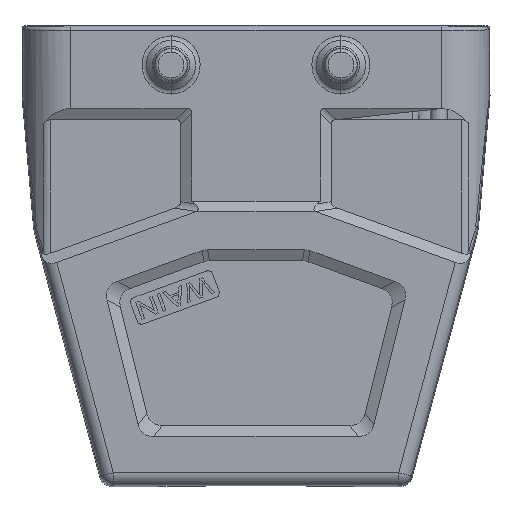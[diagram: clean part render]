
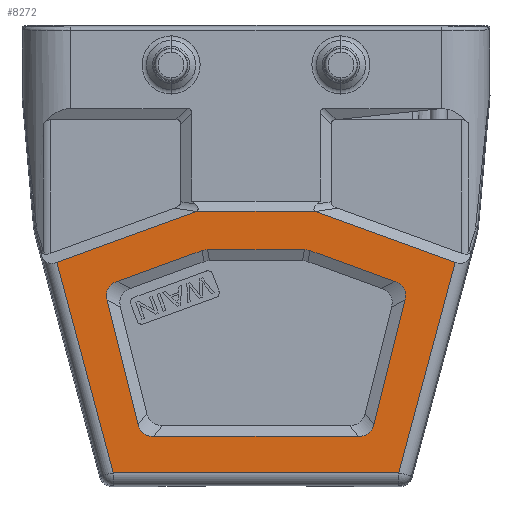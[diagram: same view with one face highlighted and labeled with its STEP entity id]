
A CAD part, front view. The second image highlights one B-rep face of the part: STEP entity #8272.
In plain terms, the highlighted planar face has unit normal (0, -1, 0).
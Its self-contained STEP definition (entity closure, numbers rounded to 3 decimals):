
#143=DIRECTION('',(0.242,0.,-0.97));
#144=VECTOR('',#143,19.974);
#145=CARTESIAN_POINT('',(-23.224,-22.5,
-42.895));
#146=LINE('',#145,#144);
#147=CARTESIAN_POINT('',(-15.977,-22.5,-64.151));
#148=CARTESIAN_POINT('',(-16.241,-22.5,-64.151));
#149=CARTESIAN_POINT('',(-16.726,-22.5,
-64.094));
#150=CARTESIAN_POINT('',(-17.322,-22.5,
-63.857));
#151=CARTESIAN_POINT('',(-17.788,-22.5,
-63.497));
#152=CARTESIAN_POINT('',(-18.162,-22.5,
-62.984));
#153=CARTESIAN_POINT('',(-18.335,-22.5,
-62.531));
#154=CARTESIAN_POINT('',(-18.398,-22.5,
-62.277));
#156=DIRECTION('',(1.,0.,0.));
#157=VECTOR('',#156,31.955);
#158=CARTESIAN_POINT('',(-15.977,-22.5,-64.151));
#159=LINE('',#158,#157);
#160=CARTESIAN_POINT('',(15.977,-22.5,-64.151));
#161=CARTESIAN_POINT('',(16.243,-22.5,-64.151));
#162=CARTESIAN_POINT('',(16.73,-22.5,-64.093));
#163=CARTESIAN_POINT('',(17.327,-22.5,-63.854));
#164=CARTESIAN_POINT('',(17.788,-22.5,-63.496));
#165=CARTESIAN_POINT('',(18.162,-22.5,-62.984));
#166=CARTESIAN_POINT('',(18.335,-22.5,-62.532));
#167=CARTESIAN_POINT('',(18.398,-22.5,-62.277));
#169=DIRECTION('',(0.242,0.,0.97));
#170=VECTOR('',#169,19.974);
#171=CARTESIAN_POINT('',(18.398,-22.5,-62.277));
#172=LINE('',#171,#170);
#173=CARTESIAN_POINT('',(23.224,-22.5,-42.895));
#174=CARTESIAN_POINT('',(23.284,-22.5,-42.656));
#175=CARTESIAN_POINT('',(23.349,-22.5,-42.205));
#176=CARTESIAN_POINT('',(23.294,-22.5,-41.596));
#177=CARTESIAN_POINT('',(23.102,-22.5,-41.085));
#178=CARTESIAN_POINT('',(22.779,-22.5,-40.639));
#179=CARTESIAN_POINT('',(22.297,-22.5,-40.251));
#180=CARTESIAN_POINT('',(21.88,-22.5,-40.052));
#181=CARTESIAN_POINT('',(21.647,-22.5,-39.967));
#183=DIRECTION('',(0.94,0.,-0.342));
#184=VECTOR('',#183,14.082);
#185=CARTESIAN_POINT('',(8.414,-22.5,-35.151));
#186=LINE('',#185,#184);
#187=CARTESIAN_POINT('',(8.414,-22.5,-35.151));
#188=CARTESIAN_POINT('',(8.138,-22.5,-35.05));
#189=CARTESIAN_POINT('',(7.853,-22.5,-35.));
#190=CARTESIAN_POINT('',(7.559,-22.5,-35.));
#192=DIRECTION('',(-1.,0.,0.));
#193=VECTOR('',#192,15.118);
#194=CARTESIAN_POINT('',(7.559,-22.5,-35.));
#195=LINE('',#194,#193);
#196=CARTESIAN_POINT('',(-7.559,-22.5,-35.));
#197=CARTESIAN_POINT('',(-7.853,-22.5,-35.));
#198=CARTESIAN_POINT('',(-8.138,-22.5,-35.05));
#199=CARTESIAN_POINT('',(-8.414,-22.5,-35.151));
#201=DIRECTION('',(0.94,0.,0.342));
#202=VECTOR('',#201,14.082);
#203=CARTESIAN_POINT('',(-21.647,-22.5,
-39.967));
#204=LINE('',#203,#202);
#205=CARTESIAN_POINT('',(-21.647,-22.5,
-39.967));
#206=CARTESIAN_POINT('',(-21.88,-22.5,
-40.052));
#207=CARTESIAN_POINT('',(-22.296,-22.5,
-40.251));
#208=CARTESIAN_POINT('',(-22.779,-22.5,
-40.639));
#209=CARTESIAN_POINT('',(-23.102,-22.5,
-41.085));
#210=CARTESIAN_POINT('',(-23.294,-22.5,
-41.596));
#211=CARTESIAN_POINT('',(-23.349,-22.5,
-42.204));
#212=CARTESIAN_POINT('',(-23.284,-22.5,
-42.656));
#213=CARTESIAN_POINT('',(-23.224,-22.5,
-42.895));
#215=DIRECTION('',(0.259,0.,-0.966));
#216=VECTOR('',#215,33.969);
#217=CARTESIAN_POINT('',(-31.065,-22.5,-37.01));
#218=LINE('',#217,#216);
#219=DIRECTION('',(0.94,0.,0.342));
#220=VECTOR('',#219,23.257);
#221=CARTESIAN_POINT('',(-31.065,-22.5,-37.01));
#222=LINE('',#221,#220);
#223=DIRECTION('',(1.,0.,0.));
#224=VECTOR('',#223,18.42);
#225=CARTESIAN_POINT('',(-9.21,-22.499,
-29.055));
#226=LINE('',#225,#224);
#227=DIRECTION('',(0.94,0.,-0.342));
#228=VECTOR('',#227,23.257);
#229=CARTESIAN_POINT('',(9.21,-22.499,-29.055));
#230=LINE('',#229,#228);
#231=DIRECTION('',(0.259,0.,0.966));
#232=VECTOR('',#231,33.969);
#233=CARTESIAN_POINT('',(22.273,-22.5,-69.821));
#234=LINE('',#233,#232);
#235=DIRECTION('',(1.,0.,0.));
#236=VECTOR('',#235,44.546);
#237=CARTESIAN_POINT('',(-22.273,-22.5,-69.821));
#238=LINE('',#237,#236);
#1077=CARTESIAN_POINT('',(-31.065,-22.5,-37.01));
#1784=CARTESIAN_POINT('',(31.065,-22.5,-37.01));
#7352=CARTESIAN_POINT('',(-23.224,-22.5,
-42.895));
#7353=CARTESIAN_POINT('',(-18.398,-22.5,
-62.277));
#7354=VERTEX_POINT('',#7352);
#7355=VERTEX_POINT('',#7353);
#7356=VERTEX_POINT('',#147);
#7357=VERTEX_POINT('',#160);
#7358=VERTEX_POINT('',#167);
#7359=CARTESIAN_POINT('',(23.224,-22.5,
-42.895));
#7360=VERTEX_POINT('',#7359);
#7361=VERTEX_POINT('',#181);
#7362=CARTESIAN_POINT('',(8.414,-22.5,-35.151));
#7363=VERTEX_POINT('',#7362);
#7364=VERTEX_POINT('',#190);
#7365=CARTESIAN_POINT('',(-7.559,-22.5,-35.));
#7366=VERTEX_POINT('',#7365);
#7367=VERTEX_POINT('',#199);
#7368=CARTESIAN_POINT('',(-21.647,-22.5,
-39.967));
#7369=VERTEX_POINT('',#7368);
#7443=CARTESIAN_POINT('',(-9.21,-22.499,
-29.055));
#7444=CARTESIAN_POINT('',(9.21,-22.499,
-29.055));
#7445=VERTEX_POINT('',#7443);
#7446=VERTEX_POINT('',#7444);
#7576=VERTEX_POINT('',#1077);
#7577=CARTESIAN_POINT('',(-22.273,-22.5,-69.821));
#7578=VERTEX_POINT('',#7577);
#7579=CARTESIAN_POINT('',(22.273,-22.5,-69.821));
#7580=VERTEX_POINT('',#7579);
#7581=VERTEX_POINT('',#1784);
#8227=CARTESIAN_POINT('',(0.,-22.5,0.));
#8228=DIRECTION('',(0.,1.,0.));
#8229=DIRECTION('',(1.,0.,0.));
#8230=AXIS2_PLACEMENT_3D('',#8227,#8228,#8229);
#8231=PLANE('',#8230);
#8233=ORIENTED_EDGE('',*,*,#8232,.F.);
#8235=ORIENTED_EDGE('',*,*,#8234,.T.);
#8237=ORIENTED_EDGE('',*,*,#8236,.T.);
#8239=ORIENTED_EDGE('',*,*,#8238,.T.);
#8241=ORIENTED_EDGE('',*,*,#8240,.F.);
#8243=ORIENTED_EDGE('',*,*,#8242,.F.);
#8244=EDGE_LOOP('',(#8233,#8235,#8237,#8239,#8241,#8243));
#8245=FACE_OUTER_BOUND('',#8244,.F.);
#8247=ORIENTED_EDGE('',*,*,#8246,.T.);
#8249=ORIENTED_EDGE('',*,*,#8248,.F.);
#8251=ORIENTED_EDGE('',*,*,#8250,.T.);
#8253=ORIENTED_EDGE('',*,*,#8252,.T.);
#8255=ORIENTED_EDGE('',*,*,#8254,.T.);
#8257=ORIENTED_EDGE('',*,*,#8256,.T.);
#8259=ORIENTED_EDGE('',*,*,#8258,.F.);
#8261=ORIENTED_EDGE('',*,*,#8260,.T.);
#8263=ORIENTED_EDGE('',*,*,#8262,.T.);
#8265=ORIENTED_EDGE('',*,*,#8264,.T.);
#8267=ORIENTED_EDGE('',*,*,#8266,.F.);
#8269=ORIENTED_EDGE('',*,*,#8268,.T.);
#8270=EDGE_LOOP('',(#8247,#8249,#8251,#8253,#8255,#8257,#8259,#8261,#8263,#8265,
#8267,#8269));
#8271=FACE_BOUND('',#8270,.F.);
#155=B_SPLINE_CURVE_WITH_KNOTS('',3,(#147,#148,#149,#150,#151,#152,#153,#154),
.UNSPECIFIED.,.F.,.F.,(4,1,1,1,1,4),(0.,0.2,0.4,0.6,0.8,1.),
.UNSPECIFIED.);
#168=B_SPLINE_CURVE_WITH_KNOTS('',3,(#160,#161,#162,#163,#164,#165,#166,#167),
.UNSPECIFIED.,.F.,.F.,(4,1,1,1,1,4),(0.,0.2,0.4,0.6,0.8,1.),
.UNSPECIFIED.);
#182=B_SPLINE_CURVE_WITH_KNOTS('',3,(#173,#174,#175,#176,#177,#178,#179,#180,
#181),.UNSPECIFIED.,.F.,.F.,(4,1,1,1,1,1,4),(0.,0.167,
0.333,0.5,0.667,0.833,1.),
.UNSPECIFIED.);
#191=B_SPLINE_CURVE_WITH_KNOTS('',3,(#187,#188,#189,#190),.UNSPECIFIED.,.F.,.F.,
(4,4),(0.,1.),.UNSPECIFIED.);
#200=B_SPLINE_CURVE_WITH_KNOTS('',3,(#196,#197,#198,#199),.UNSPECIFIED.,.F.,.F.,
(4,4),(0.,1.),.UNSPECIFIED.);
#214=B_SPLINE_CURVE_WITH_KNOTS('',3,(#205,#206,#207,#208,#209,#210,#211,#212,
#213),.UNSPECIFIED.,.F.,.F.,(4,1,1,1,1,1,4),(0.,0.167,
0.333,0.5,0.667,0.833,1.),
.UNSPECIFIED.);
#8232=EDGE_CURVE('',#7576,#7578,#218,.T.);
#8234=EDGE_CURVE('',#7576,#7445,#222,.T.);
#8236=EDGE_CURVE('',#7445,#7446,#226,.T.);
#8238=EDGE_CURVE('',#7446,#7581,#230,.T.);
#8240=EDGE_CURVE('',#7580,#7581,#234,.T.);
#8242=EDGE_CURVE('',#7578,#7580,#238,.T.);
#8246=EDGE_CURVE('',#7354,#7355,#146,.T.);
#8248=EDGE_CURVE('',#7356,#7355,#155,.T.);
#8250=EDGE_CURVE('',#7356,#7357,#159,.T.);
#8252=EDGE_CURVE('',#7357,#7358,#168,.T.);
#8254=EDGE_CURVE('',#7358,#7360,#172,.T.);
#8256=EDGE_CURVE('',#7360,#7361,#182,.T.);
#8258=EDGE_CURVE('',#7363,#7361,#186,.T.);
#8260=EDGE_CURVE('',#7363,#7364,#191,.T.);
#8262=EDGE_CURVE('',#7364,#7366,#195,.T.);
#8264=EDGE_CURVE('',#7366,#7367,#200,.T.);
#8266=EDGE_CURVE('',#7369,#7367,#204,.T.);
#8268=EDGE_CURVE('',#7369,#7354,#214,.T.);
#8272=ADVANCED_FACE('',(#8245,#8271),#8231,.F.);
